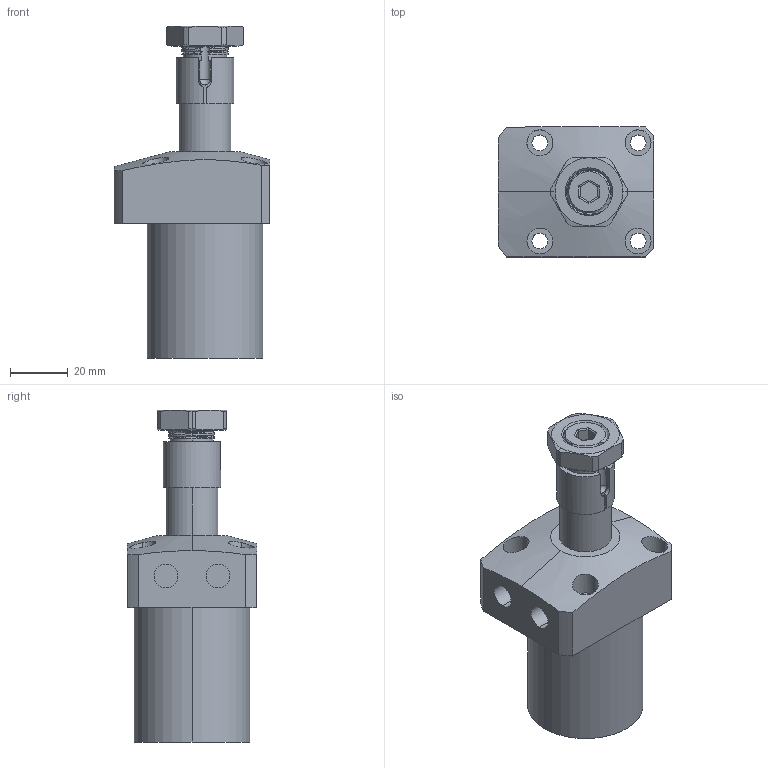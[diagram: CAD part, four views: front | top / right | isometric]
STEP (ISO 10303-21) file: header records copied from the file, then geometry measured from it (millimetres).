
FILE_DESCRIPTION (( 'STEP AP203' ), '1' );
FILE_NAME ('CHA-040SRx90.STEP', '2019-05-24T11:59:46', ( '' ), ( '' ), 'SwSTEP 2.0', 'SolidWorks 2017', '' );
FILE_SCHEMA (( 'CONFIG_CONTROL_DESIGN' ));
Length unit declared in the file: millimetre
Products named in the file (5): CHA-040蹟譫; CHA-040掛极; CHA-040SRx90; CHA-040S活塞杆; CHA-040S袪杶
Assembly tree (4 placements, depth 2):
  CHA-040SRx90
    CHA-040掛极
    CHA-040S活塞杆
    CHA-040S袪杶
    CHA-040蹟譫
Bounding box: 54 x 45 x 115 mm (x, y, z)
Volume: 111362.2 mm3; surface area: 31849.4 mm2
Topology: 4 solids, 4 shells, 160 faces, 411 edges, 269 vertices
Faces by surface type: cylinder 81, plane 46, bspline 17, cone 16
Entity records: 9908 total; most frequent: CARTESIAN_POINT 5788, ORIENTED_EDGE 820, DIRECTION 681, EDGE_CURVE 410, VERTEX_POINT 269, AXIS2_PLACEMENT_3D 266, EDGE_LOOP 181, FACE_OUTER_BOUND 160
